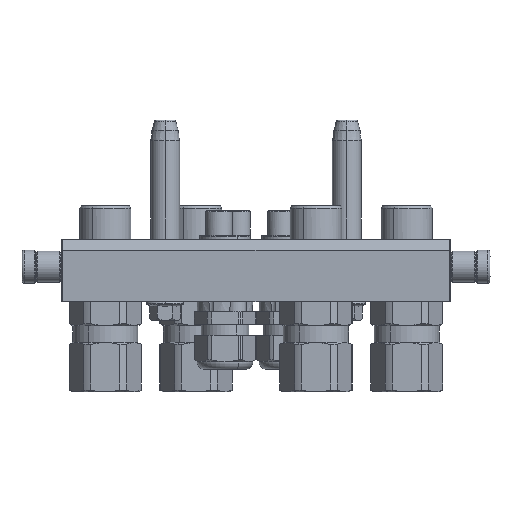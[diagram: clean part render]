
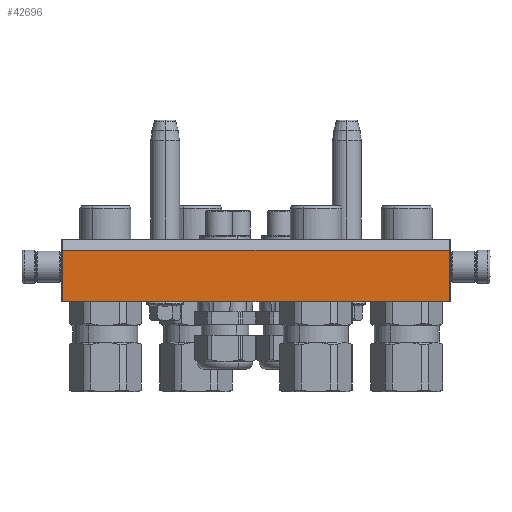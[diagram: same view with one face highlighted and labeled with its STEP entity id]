
A CAD part, left-side view. The second image highlights one B-rep face of the part: STEP entity #42696.
In plain terms, the highlighted face is planar.
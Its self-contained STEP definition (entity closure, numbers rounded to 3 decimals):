
#176 = CARTESIAN_POINT ( 'NONE',  ( -93.5, 15., -45. ) ) ;
#188 = ORIENTED_EDGE ( 'NONE', *, *, #54431, .T. ) ;
#441 = DIRECTION ( 'NONE',  ( -1., 0., 0. ) ) ;
#1201 = CARTESIAN_POINT ( 'NONE',  ( 93.5, -10., -45. ) ) ;
#4235 = CARTESIAN_POINT ( 'NONE',  ( -93.5, -10., -45. ) ) ;
#8774 = CARTESIAN_POINT ( 'NONE',  ( -93.5, -10., -45. ) ) ;
#10075 = DIRECTION ( 'NONE',  ( -1., 0., 0. ) ) ;
#10600 = CARTESIAN_POINT ( 'NONE',  ( 93.5, 15., -45. ) ) ;
#11003 = ORIENTED_EDGE ( 'NONE', *, *, #37148, .F. ) ;
#11005 = CARTESIAN_POINT ( 'NONE',  ( 93.5, 15., -45. ) ) ;
#11539 = DIRECTION ( 'NONE',  ( 0., 1., 0. ) ) ;
#13193 = LINE ( 'NONE', #11005, #56543 ) ;
#13243 = FACE_OUTER_BOUND ( 'NONE', #33545, .T. ) ;
#14114 = DIRECTION ( 'NONE',  ( 1., 0., 0. ) ) ;
#15554 = VERTEX_POINT ( 'NONE', #10600 ) ;
#15833 = VECTOR ( 'NONE', #11539, 1000. ) ;
#15844 = VERTEX_POINT ( 'NONE', #8774 ) ;
#16290 = CARTESIAN_POINT ( 'NONE',  ( 93.5, -10., -45. ) ) ;
#26036 = VECTOR ( 'NONE', #14114, 1000. ) ;
#28870 = CARTESIAN_POINT ( 'NONE',  ( -93.5, -10., -45. ) ) ;
#33384 = AXIS2_PLACEMENT_3D ( 'NONE', #56087, #41056, #10075 ) ;
#33467 = VECTOR ( 'NONE', #48625, 1000. ) ;
#33500 = VERTEX_POINT ( 'NONE', #16290 ) ;
#33545 = EDGE_LOOP ( 'NONE', ( #39981, #62282, #11003, #188 ) ) ;
#35455 = PLANE ( 'NONE',  #33384 ) ;
#37148 = EDGE_CURVE ( 'NONE', #15844, #33500, #64708, .T. ) ;
#39981 = ORIENTED_EDGE ( 'NONE', *, *, #46929, .F. ) ;
#41056 = DIRECTION ( 'NONE',  ( 0., 0., -1. ) ) ;
#42696 = ADVANCED_FACE ( 'NONE', ( #13243 ), #35455, .T. ) ;
#46929 = EDGE_CURVE ( 'NONE', #15554, #47437, #13193, .T. ) ;
#47437 = VERTEX_POINT ( 'NONE', #176 ) ;
#48625 = DIRECTION ( 'NONE',  ( 0., 1., 0. ) ) ;
#54325 = LINE ( 'NONE', #28870, #33467 ) ;
#54431 = EDGE_CURVE ( 'NONE', #15844, #47437, #54325, .T. ) ;
#56087 = CARTESIAN_POINT ( 'NONE',  ( 94., -15., -45. ) ) ;
#56543 = VECTOR ( 'NONE', #441, 1000. ) ;
#61164 = EDGE_CURVE ( 'NONE', #33500, #15554, #62488, .T. ) ;
#62282 = ORIENTED_EDGE ( 'NONE', *, *, #61164, .F. ) ;
#62488 = LINE ( 'NONE', #1201, #15833 ) ;
#64708 = LINE ( 'NONE', #4235, #26036 ) ;
